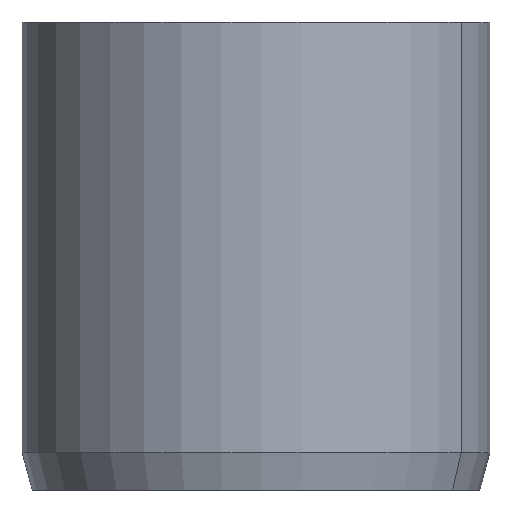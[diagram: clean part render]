
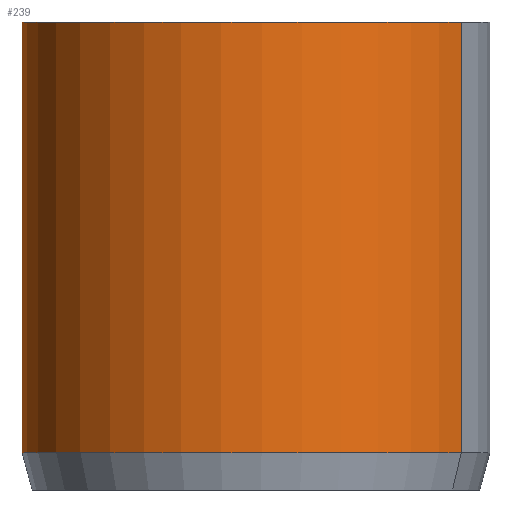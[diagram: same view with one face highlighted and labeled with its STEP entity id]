
A CAD part, front view. The second image highlights one B-rep face of the part: STEP entity #239.
In plain terms, the highlighted cylindrical face has radius 25 mm (diameter 50 mm), a partial arc.
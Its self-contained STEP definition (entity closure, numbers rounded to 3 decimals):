
#158=CARTESIAN_POINT('Vertex',(-21.94,11.986,-46.)) ;
#165=CARTESIAN_POINT('Vertex',(21.94,-11.986,-46.)) ;
#185=CARTESIAN_POINT('Axis2P3D Location',(0.,0.,-46.)) ;
#197=CARTESIAN_POINT('Axis2P3D Location',(0.,0.,-25.)) ;
#202=CARTESIAN_POINT('Line Origine',(-21.94,11.986,-23.)) ;
#206=CARTESIAN_POINT('Vertex',(-21.94,11.986,0.)) ;
#213=CARTESIAN_POINT('Vertex',(21.94,-11.986,0.)) ;
#216=CARTESIAN_POINT('Line Origine',(21.94,-11.986,-23.)) ;
#228=CARTESIAN_POINT('Axis2P3D Location',(0.,0.,0.)) ;
#186=DIRECTION('Axis2P3D Direction',(-0.,0.,1.)) ;
#198=DIRECTION('Axis2P3D Direction',(0.,0.,-1.)) ;
#199=DIRECTION('Axis2P3D XDirection',(-0.878,0.479,-0.)) ;
#203=DIRECTION('Vector Direction',(0.,0.,-1.)) ;
#217=DIRECTION('Vector Direction',(0.,0.,-1.)) ;
#229=DIRECTION('Axis2P3D Direction',(0.,0.,-1.)) ;
#187=AXIS2_PLACEMENT_3D('Circle Axis2P3D',#185,#186,$) ;
#200=AXIS2_PLACEMENT_3D('Cylinder Axis2P3D',#197,#198,#199) ;
#230=AXIS2_PLACEMENT_3D('Circle Axis2P3D',#228,#229,$) ;
#234=ORIENTED_EDGE('',*,*,#189,.F.) ;
#235=ORIENTED_EDGE('',*,*,#220,.T.) ;
#236=ORIENTED_EDGE('',*,*,#232,.T.) ;
#237=ORIENTED_EDGE('',*,*,#208,.F.) ;
#204=VECTOR('Line Direction',#203,1.) ;
#218=VECTOR('Line Direction',#217,1.) ;
#239=ADVANCED_FACE('PartBody',(#238),#201,.T.) ;
#188=CIRCLE('generated circle',#187,25.) ;
#231=CIRCLE('generated circle',#230,25.) ;
#201=CYLINDRICAL_SURFACE('generated cylinder',#200,25.) ;
#189=EDGE_CURVE('',#166,#159,#188,.F.) ;
#208=EDGE_CURVE('',#159,#207,#205,.F.) ;
#220=EDGE_CURVE('',#166,#214,#219,.F.) ;
#232=EDGE_CURVE('',#214,#207,#231,.T.) ;
#233=EDGE_LOOP('',(#234,#235,#236,#237)) ;
#238=FACE_OUTER_BOUND('',#233,.T.) ;
#205=LINE('Line',#202,#204) ;
#219=LINE('Line',#216,#218) ;
#159=VERTEX_POINT('',#158) ;
#166=VERTEX_POINT('',#165) ;
#207=VERTEX_POINT('',#206) ;
#214=VERTEX_POINT('',#213) ;
